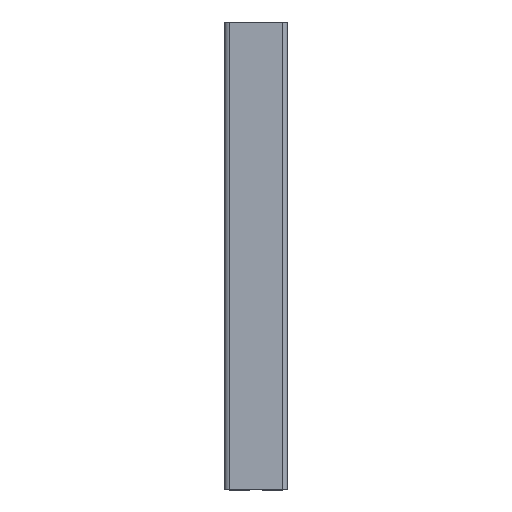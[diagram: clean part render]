
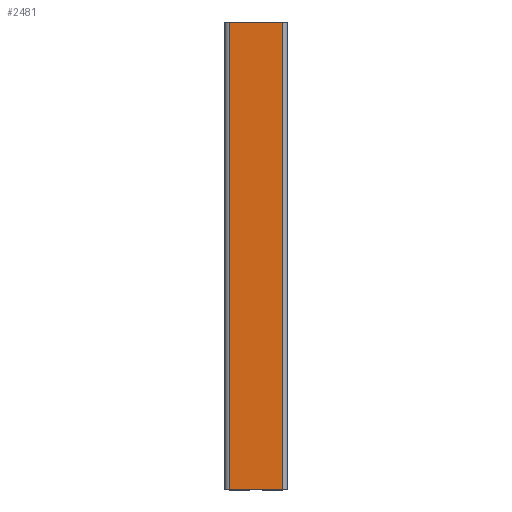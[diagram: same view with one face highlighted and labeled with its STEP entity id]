
A CAD part, top view. The second image highlights one B-rep face of the part: STEP entity #2481.
In plain terms, the highlighted face is planar.
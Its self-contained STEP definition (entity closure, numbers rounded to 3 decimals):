
#157 = AXIS2_PLACEMENT_3D ( 'NONE', #3656, #3659, #3663 ) ;
#554 = VECTOR ( 'NONE', #7956, 1000. ) ;
#946 = VERTEX_POINT ( 'NONE', #5655 ) ;
#947 = VERTEX_POINT ( 'NONE', #5659 ) ;
#1874 = VECTOR ( 'NONE', #7758, 1000. ) ;
#1876 = VECTOR ( 'NONE', #7756, 1000. ) ;
#1946 = VECTOR ( 'NONE', #4174, 1000. ) ;
#2301 = ORIENTED_EDGE ( 'NONE', *, *, #4973, .T. ) ;
#2303 = ORIENTED_EDGE ( 'NONE', *, *, #4500, .F. ) ;
#2321 = ORIENTED_EDGE ( 'NONE', *, *, #4904, .F. ) ;
#2373 = ORIENTED_EDGE ( 'NONE', *, *, #4905, .T. ) ;
#2481 = ADVANCED_FACE ( 'NONE', ( #3647 ), #3657, .T. ) ;
#3427 = EDGE_LOOP ( 'NONE', ( #2321, #2303, #2373, #2301 ) ) ;
#3647 = FACE_OUTER_BOUND ( 'NONE', #3427, .T. ) ;
#3656 = CARTESIAN_POINT ( 'NONE',  ( 17., 40., -300. ) ) ;
#3657 = PLANE ( 'NONE',  #157 ) ;
#3659 = DIRECTION ( 'NONE',  ( 0., 1., 0. ) ) ;
#3663 = DIRECTION ( 'NONE',  ( 0., 0., 1. ) ) ;
#3834 = VERTEX_POINT ( 'NONE', #8773 ) ;
#3845 = VERTEX_POINT ( 'NONE', #8826 ) ;
#4172 = CARTESIAN_POINT ( 'NONE',  ( -17., 40., -300. ) ) ;
#4174 = DIRECTION ( 'NONE',  ( 0., 0., 1. ) ) ;
#4178 = LINE ( 'NONE', #4172, #1946 ) ;
#4500 = EDGE_CURVE ( 'NONE', #946, #947, #7936, .T. ) ;
#4904 = EDGE_CURVE ( 'NONE', #947, #3834, #7761, .T. ) ;
#4905 = EDGE_CURVE ( 'NONE', #946, #3845, #7757, .T. ) ;
#4973 = EDGE_CURVE ( 'NONE', #3845, #3834, #4178, .T. ) ;
#5655 = CARTESIAN_POINT ( 'NONE',  ( 17., 40., -300. ) ) ;
#5659 = CARTESIAN_POINT ( 'NONE',  ( 17., 40., 0. ) ) ;
#7756 = DIRECTION ( 'NONE',  ( -1., 0., 0. ) ) ;
#7757 = LINE ( 'NONE', #7760, #1874 ) ;
#7758 = DIRECTION ( 'NONE',  ( -1., 0., 0. ) ) ;
#7760 = CARTESIAN_POINT ( 'NONE',  ( 17., 40., -300. ) ) ;
#7761 = LINE ( 'NONE', #7766, #1876 ) ;
#7766 = CARTESIAN_POINT ( 'NONE',  ( 17., 40., 0. ) ) ;
#7936 = LINE ( 'NONE', #7951, #554 ) ;
#7951 = CARTESIAN_POINT ( 'NONE',  ( 17., 40., -300. ) ) ;
#7956 = DIRECTION ( 'NONE',  ( 0., 0., 1. ) ) ;
#8773 = CARTESIAN_POINT ( 'NONE',  ( -17., 40., 0. ) ) ;
#8826 = CARTESIAN_POINT ( 'NONE',  ( -17., 40., -300. ) ) ;
